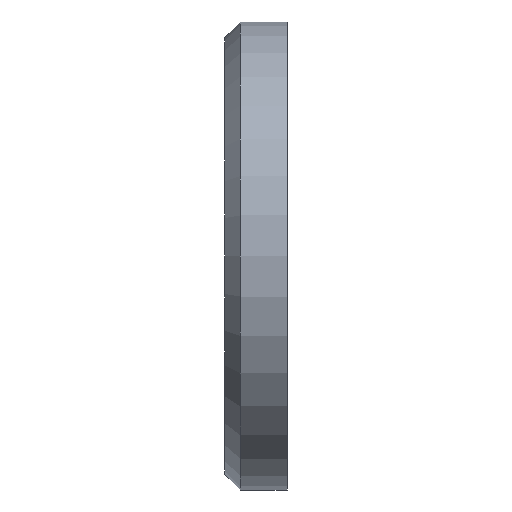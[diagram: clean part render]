
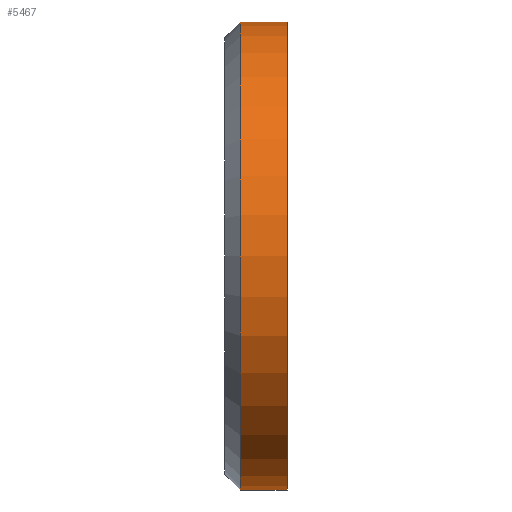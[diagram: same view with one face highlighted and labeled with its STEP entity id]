
A CAD part, left-side view. The second image highlights one B-rep face of the part: STEP entity #5467.
In plain terms, the highlighted cylindrical face has radius 15 mm (diameter 30 mm), a partial arc.
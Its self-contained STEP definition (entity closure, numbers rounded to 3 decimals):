
#64 = EDGE_CURVE ( 'NONE', #2117, #8333, #3052, .T. ) ;
#274 = DIRECTION ( 'NONE',  ( 0., 0., 1. ) ) ;
#883 = ORIENTED_EDGE ( 'NONE', *, *, #10124, .T. ) ;
#1105 = CARTESIAN_POINT ( 'NONE',  ( 0., 1., -15. ) ) ;
#1271 = CARTESIAN_POINT ( 'NONE',  ( 0., -2., -15. ) ) ;
#1397 = CIRCLE ( 'NONE', #10431, 15. ) ;
#2117 = VERTEX_POINT ( 'NONE', #12398 ) ;
#2721 = VECTOR ( 'NONE', #8684, 1000. ) ;
#3052 = LINE ( 'NONE', #6025, #12053 ) ;
#3952 = ORIENTED_EDGE ( 'NONE', *, *, #13698, .T. ) ;
#4511 = AXIS2_PLACEMENT_3D ( 'NONE', #6147, #7247, #11946 ) ;
#4637 = CYLINDRICAL_SURFACE ( 'NONE', #4511, 15. ) ;
#5467 = ADVANCED_FACE ( 'NONE', ( #12859 ), #4637, .T. ) ;
#6025 = CARTESIAN_POINT ( 'NONE',  ( 0., 2., 15. ) ) ;
#6128 = DIRECTION ( 'NONE',  ( 0., -1., 0. ) ) ;
#6147 = CARTESIAN_POINT ( 'NONE',  ( 0., 2., 0. ) ) ;
#6189 = CARTESIAN_POINT ( 'NONE',  ( 0., 2., -15. ) ) ;
#6441 = CARTESIAN_POINT ( 'NONE',  ( 0., -2., 15. ) ) ;
#7247 = DIRECTION ( 'NONE',  ( 0., -1., 0. ) ) ;
#8119 = AXIS2_PLACEMENT_3D ( 'NONE', #11993, #9642, #11826 ) ;
#8333 = VERTEX_POINT ( 'NONE', #6441 ) ;
#8684 = DIRECTION ( 'NONE',  ( 0., -1., 0. ) ) ;
#9642 = DIRECTION ( 'NONE',  ( 0., 1., 0. ) ) ;
#9702 = CARTESIAN_POINT ( 'NONE',  ( 0., 1., 0. ) ) ;
#9802 = DIRECTION ( 'NONE',  ( 0., -1., 0. ) ) ;
#9954 = VERTEX_POINT ( 'NONE', #1105 ) ;
#10014 = EDGE_CURVE ( 'NONE', #13674, #8333, #14646, .T. ) ;
#10124 = EDGE_CURVE ( 'NONE', #9954, #13674, #11486, .T. ) ;
#10431 = AXIS2_PLACEMENT_3D ( 'NONE', #9702, #9802, #274 ) ;
#10913 = ORIENTED_EDGE ( 'NONE', *, *, #10014, .T. ) ;
#11486 = LINE ( 'NONE', #6189, #2721 ) ;
#11826 = DIRECTION ( 'NONE',  ( 0., 0., 1. ) ) ;
#11946 = DIRECTION ( 'NONE',  ( 0., 0., -1. ) ) ;
#11993 = CARTESIAN_POINT ( 'NONE',  ( 0., -2., 0. ) ) ;
#12053 = VECTOR ( 'NONE', #6128, 1000. ) ;
#12398 = CARTESIAN_POINT ( 'NONE',  ( 0., 1., 15. ) ) ;
#12602 = EDGE_LOOP ( 'NONE', ( #13475, #3952, #883, #10913 ) ) ;
#12859 = FACE_OUTER_BOUND ( 'NONE', #12602, .T. ) ;
#13475 = ORIENTED_EDGE ( 'NONE', *, *, #64, .F. ) ;
#13674 = VERTEX_POINT ( 'NONE', #1271 ) ;
#13698 = EDGE_CURVE ( 'NONE', #2117, #9954, #1397, .T. ) ;
#14646 = CIRCLE ( 'NONE', #8119, 15. ) ;
